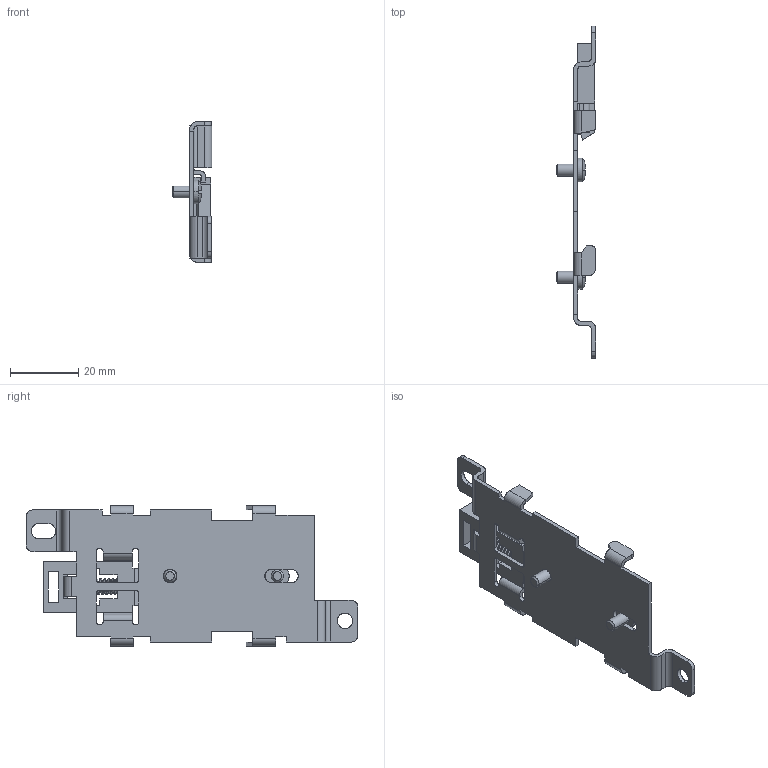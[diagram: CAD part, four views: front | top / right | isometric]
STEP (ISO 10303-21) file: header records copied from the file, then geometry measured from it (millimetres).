
FILE_DESCRIPTION (( 'STEP AP214' ), '1' );
FILE_NAME ('107607.STEP', '2011-07-09T18:52:32', ( 'LALo' ), ( 'Edi Foundation' ), 'SwSTEP 2.0', 'SolidWorks 2011', '' );
FILE_SCHEMA (( 'AUTOMOTIVE_DESIGN' ));
Length unit declared in the file: inch
Products named in the file (1): 107607
Bounding box: 11.65 x 97 x 41 mm (x, y, z)
Surface area: 8593.7 mm2 (no closed solid volume)
Topology: 0 solids, 243 shells, 252 faces, 1415 edges, 1396 vertices
Faces by surface type: plane 158, cylinder 68, bspline 14, cone 12
Entity records: 22194 total; most frequent: CARTESIAN_POINT 10747, DIRECTION 1765, ORIENTED_EDGE 1410, EDGE_CURVE 1401, VERTEX_POINT 1392, VECTOR 963, LINE 963, AXIS2_PLACEMENT_3D 401
